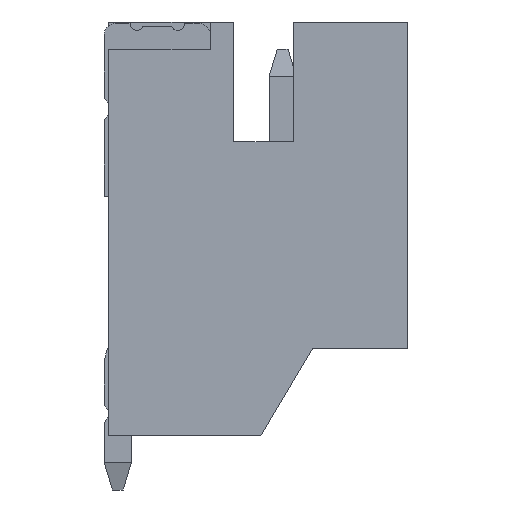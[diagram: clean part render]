
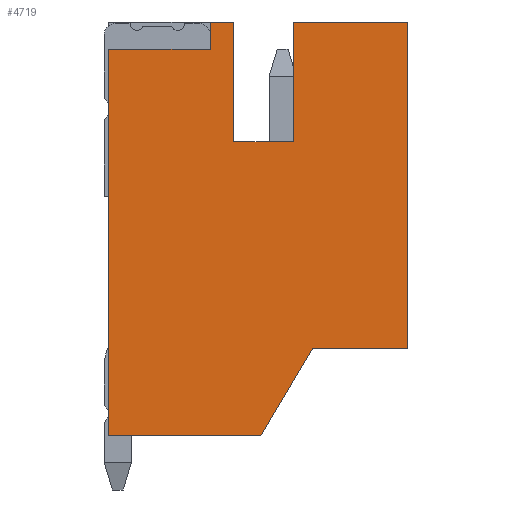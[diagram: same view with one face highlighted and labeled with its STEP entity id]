
A CAD part, left-side view. The second image highlights one B-rep face of the part: STEP entity #4719.
In plain terms, the highlighted planar face has unit normal (-1, 0, 0).
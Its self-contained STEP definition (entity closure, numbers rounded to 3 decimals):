
#476=ORIENTED_EDGE('',*,*,#1812,.F.);
#477=ORIENTED_EDGE('',*,*,#1813,.F.);
#478=ORIENTED_EDGE('',*,*,#1733,.T.);
#479=ORIENTED_EDGE('',*,*,#1814,.T.);
#480=ORIENTED_EDGE('',*,*,#1815,.T.);
#481=ORIENTED_EDGE('',*,*,#1529,.T.);
#482=ORIENTED_EDGE('',*,*,#1694,.T.);
#483=ORIENTED_EDGE('',*,*,#1718,.T.);
#484=ORIENTED_EDGE('',*,*,#1816,.F.);
#485=ORIENTED_EDGE('',*,*,#1817,.F.);
#486=ORIENTED_EDGE('',*,*,#1818,.F.);
#487=ORIENTED_EDGE('',*,*,#1781,.T.);
#1529=EDGE_CURVE('',#2224,#2223,#2679,.T.);
#1694=EDGE_CURVE('',#2223,#2366,#2844,.T.);
#1718=EDGE_CURVE('',#2366,#2388,#2868,.T.);
#1733=EDGE_CURVE('',#2400,#2401,#2883,.T.);
#1781=EDGE_CURVE('',#2438,#2437,#2931,.T.);
#1812=EDGE_CURVE('',#2460,#2437,#2962,.T.);
#1813=EDGE_CURVE('',#2400,#2460,#2963,.T.);
#1814=EDGE_CURVE('',#2401,#2461,#2964,.T.);
#1815=EDGE_CURVE('',#2461,#2224,#2965,.T.);
#1816=EDGE_CURVE('',#2462,#2388,#2966,.T.);
#1817=EDGE_CURVE('',#2463,#2462,#2967,.T.);
#1818=EDGE_CURVE('',#2438,#2463,#2968,.T.);
#2223=VERTEX_POINT('',#6490);
#2224=VERTEX_POINT('',#6492);
#2366=VERTEX_POINT('',#6810);
#2388=VERTEX_POINT('',#6858);
#2400=VERTEX_POINT('',#6887);
#2401=VERTEX_POINT('',#6888);
#2437=VERTEX_POINT('',#6980);
#2438=VERTEX_POINT('',#6982);
#2460=VERTEX_POINT('',#7041);
#2461=VERTEX_POINT('',#7044);
#2462=VERTEX_POINT('',#7047);
#2463=VERTEX_POINT('',#7049);
#2679=LINE('',#6491,#3345);
#2844=LINE('',#6811,#3510);
#2868=LINE('',#6859,#3534);
#2883=LINE('',#6886,#3549);
#2931=LINE('',#6981,#3597);
#2962=LINE('',#7040,#3628);
#2963=LINE('',#7042,#3629);
#2964=LINE('',#7043,#3630);
#2965=LINE('',#7045,#3631);
#2966=LINE('',#7046,#3632);
#2967=LINE('',#7048,#3633);
#2968=LINE('',#7050,#3634);
#3345=VECTOR('',#5257,1000.);
#3510=VECTOR('',#5446,1000.);
#3534=VECTOR('',#5474,1000.);
#3549=VECTOR('',#5491,1000.);
#3597=VECTOR('',#5557,1000.);
#3628=VECTOR('',#5600,1000.);
#3629=VECTOR('',#5601,1000.);
#3630=VECTOR('',#5602,1000.);
#3631=VECTOR('',#5603,1000.);
#3632=VECTOR('',#5604,1000.);
#3633=VECTOR('',#5605,1000.);
#3634=VECTOR('',#5606,1000.);
#4029=EDGE_LOOP('',(#476,#477,#478,#479,#480,#481,#482,#483,#484,#485,#486,
#487));
#4271=FACE_BOUND('',#4029,.T.);
#4502=PLANE('',#4988);
#4719=ADVANCED_FACE('',(#4271),#4502,.T.);
#4988=AXIS2_PLACEMENT_3D('',#7039,#5598,#5599);
#5257=DIRECTION('',(0.,-1.,0.));
#5446=DIRECTION('',(0.,0.,1.));
#5474=DIRECTION('',(0.,1.,0.));
#5491=DIRECTION('',(0.,0.,-1.));
#5557=DIRECTION('',(0.,1.,0.));
#5598=DIRECTION('',(-1.,0.,0.));
#5599=DIRECTION('',(0.,0.,1.));
#5600=DIRECTION('',(0.,0.,1.));
#5601=DIRECTION('',(0.,-1.,0.));
#5602=DIRECTION('',(0.,-1.,0.));
#5603=DIRECTION('',(0.,-0.511,0.86));
#5604=DIRECTION('',(0.,0.,1.));
#5605=DIRECTION('',(0.,-1.,0.));
#5606=DIRECTION('',(0.,0.,-1.));
#6490=CARTESIAN_POINT('',(-12.,-2.75,-3.));
#6491=CARTESIAN_POINT('',(-12.,2.75,-3.));
#6492=CARTESIAN_POINT('',(-12.,-1.,-3.));
#6810=CARTESIAN_POINT('',(-12.,-2.75,3.));
#6811=CARTESIAN_POINT('',(-12.,-2.75,-3.));
#6858=CARTESIAN_POINT('',(-12.,-0.65,3.));
#6859=CARTESIAN_POINT('',(-12.,-2.75,3.));
#6886=CARTESIAN_POINT('',(-12.,2.75,3.));
#6887=CARTESIAN_POINT('',(-12.,2.75,2.5));
#6888=CARTESIAN_POINT('',(-12.,2.75,-4.6));
#6980=CARTESIAN_POINT('',(-12.,0.88,3.));
#6981=CARTESIAN_POINT('',(-12.,-2.75,3.));
#6982=CARTESIAN_POINT('',(-12.,0.45,3.));
#7039=CARTESIAN_POINT('',(-12.,0.,0.));
#7040=CARTESIAN_POINT('',(-12.,0.88,2.5));
#7041=CARTESIAN_POINT('',(-12.,0.88,2.5));
#7042=CARTESIAN_POINT('',(-12.,2.75,2.5));
#7043=CARTESIAN_POINT('',(-12.,2.75,-4.6));
#7044=CARTESIAN_POINT('',(-12.,-0.05,-4.6));
#7045=CARTESIAN_POINT('',(-12.,-0.05,-4.6));
#7046=CARTESIAN_POINT('',(-12.,-0.65,0.8));
#7047=CARTESIAN_POINT('',(-12.,-0.65,0.8));
#7048=CARTESIAN_POINT('',(-12.,0.45,0.8));
#7049=CARTESIAN_POINT('',(-12.,0.45,0.8));
#7050=CARTESIAN_POINT('',(-12.,0.45,3.));
